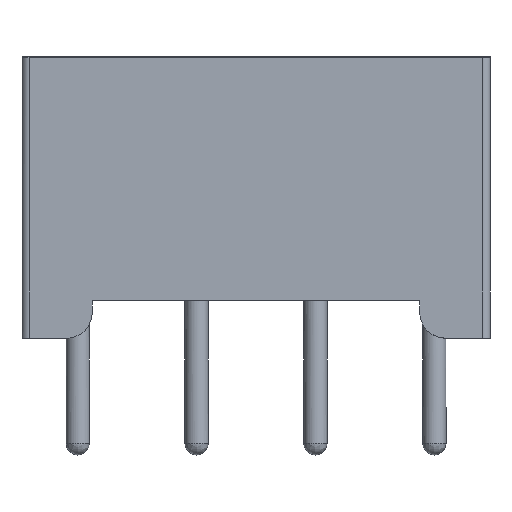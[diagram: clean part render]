
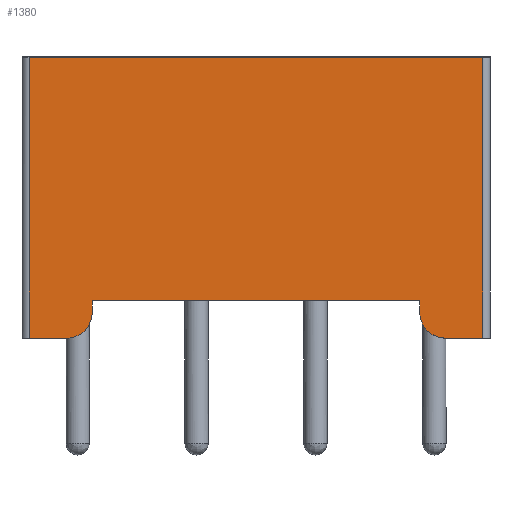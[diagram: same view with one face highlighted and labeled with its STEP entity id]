
A CAD part, left-side view. The second image highlights one B-rep face of the part: STEP entity #1380.
In plain terms, the highlighted free-form (B-spline) face has degree [1, 1] with [2, 2] control points.
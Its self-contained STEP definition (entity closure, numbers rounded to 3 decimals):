
#1324 = VERTEX_POINT('',#1325);
#1325 = CARTESIAN_POINT('',(-4.567,5.21,0.));
#1330 = EDGE_CURVE('',#1331,#1324,#1333,.T.);
#1331 = VERTEX_POINT('',#1332);
#1332 = CARTESIAN_POINT('',(-4.567,6.239,0.));
#1333 = B_SPLINE_CURVE_WITH_KNOTS('',1,(#1334,#1335),.UNSPECIFIED.,.F.,
  .F.,(2,2),(0.15,0.95),.PIECEWISE_BEZIER_KNOTS.);
#1334 = CARTESIAN_POINT('',(-4.567,6.239,0.));
#1335 = CARTESIAN_POINT('',(-4.567,5.21,0.));
#1361 = VERTEX_POINT('',#1362);
#1362 = CARTESIAN_POINT('',(-4.567,4.503,
    0.708));
#1367 = EDGE_CURVE('',#1361,#1324,#1368,.T.);
#1368 = ( BOUNDED_CURVE() B_SPLINE_CURVE(2,(#1369,#1370,#1371),
.UNSPECIFIED.,.F.,.F.) B_SPLINE_CURVE_WITH_KNOTS((3,3),(5.498,
7.069),.PIECEWISE_BEZIER_KNOTS.) CURVE() 
GEOMETRIC_REPRESENTATION_ITEM() RATIONAL_B_SPLINE_CURVE((1.,
0.707,1.)) REPRESENTATION_ITEM('') );
#1369 = CARTESIAN_POINT('',(-4.567,4.503,
    0.708));
#1370 = CARTESIAN_POINT('',(-4.567,4.503,
    0.));
#1371 = CARTESIAN_POINT('',(-4.567,5.21,0.));
#1380 = ADVANCED_FACE('',(#1381),#1440,.T.);
#1381 = FACE_BOUND('',#1382,.T.);
#1382 = EDGE_LOOP('',(#1383,#1384,#1391,#1398,#1405,#1413,#1420,#1427,
    #1434,#1439));
#1383 = ORIENTED_EDGE('',*,*,#1367,.F.);
#1384 = ORIENTED_EDGE('',*,*,#1385,.T.);
#1385 = EDGE_CURVE('',#1361,#1386,#1388,.T.);
#1386 = VERTEX_POINT('',#1387);
#1387 = CARTESIAN_POINT('',(-4.567,4.503,
    1.029));
#1388 = B_SPLINE_CURVE_WITH_KNOTS('',1,(#1389,#1390),.UNSPECIFIED.,.F.,
  .F.,(2,2),(0.55,0.8),.PIECEWISE_BEZIER_KNOTS.);
#1389 = CARTESIAN_POINT('',(-4.567,4.503,
    0.708));
#1390 = CARTESIAN_POINT('',(-4.567,4.503,
    1.029));
#1391 = ORIENTED_EDGE('',*,*,#1392,.F.);
#1392 = EDGE_CURVE('',#1393,#1386,#1395,.T.);
#1393 = VERTEX_POINT('',#1394);
#1394 = CARTESIAN_POINT('',(-4.567,-4.503,
    1.029));
#1395 = B_SPLINE_CURVE_WITH_KNOTS('',1,(#1396,#1397),.UNSPECIFIED.,.F.,
  .F.,(2,2),(-6.,1.),.PIECEWISE_BEZIER_KNOTS.);
#1396 = CARTESIAN_POINT('',(-4.567,-4.503,
    1.029));
#1397 = CARTESIAN_POINT('',(-4.567,4.503,
    1.029));
#1398 = ORIENTED_EDGE('',*,*,#1399,.F.);
#1399 = EDGE_CURVE('',#1400,#1393,#1402,.T.);
#1400 = VERTEX_POINT('',#1401);
#1401 = CARTESIAN_POINT('',(-4.567,-4.503,
    0.708));
#1402 = B_SPLINE_CURVE_WITH_KNOTS('',1,(#1403,#1404),.UNSPECIFIED.,.F.,
  .F.,(2,2),(0.55,0.8),.PIECEWISE_BEZIER_KNOTS.);
#1403 = CARTESIAN_POINT('',(-4.567,-4.503,
    0.708));
#1404 = CARTESIAN_POINT('',(-4.567,-4.503,
    1.029));
#1405 = ORIENTED_EDGE('',*,*,#1406,.F.);
#1406 = EDGE_CURVE('',#1407,#1400,#1409,.T.);
#1407 = VERTEX_POINT('',#1408);
#1408 = CARTESIAN_POINT('',(-4.567,-5.21,0.));
#1409 = ( BOUNDED_CURVE() B_SPLINE_CURVE(2,(#1410,#1411,#1412),
.UNSPECIFIED.,.F.,.F.) B_SPLINE_CURVE_WITH_KNOTS((3,3),(5.498,
7.069),.PIECEWISE_BEZIER_KNOTS.) CURVE() 
GEOMETRIC_REPRESENTATION_ITEM() RATIONAL_B_SPLINE_CURVE((1.,
0.707,1.)) REPRESENTATION_ITEM('') );
#1410 = CARTESIAN_POINT('',(-4.567,-5.21,0.));
#1411 = CARTESIAN_POINT('',(-4.567,-4.503,0.));
#1412 = CARTESIAN_POINT('',(-4.567,-4.503,
    0.708));
#1413 = ORIENTED_EDGE('',*,*,#1414,.F.);
#1414 = EDGE_CURVE('',#1415,#1407,#1417,.T.);
#1415 = VERTEX_POINT('',#1416);
#1416 = CARTESIAN_POINT('',(-4.567,-6.239,0.));
#1417 = B_SPLINE_CURVE_WITH_KNOTS('',1,(#1418,#1419),.UNSPECIFIED.,.F.,
  .F.,(2,2),(0.15,0.95),.PIECEWISE_BEZIER_KNOTS.);
#1418 = CARTESIAN_POINT('',(-4.567,-6.239,0.));
#1419 = CARTESIAN_POINT('',(-4.567,-5.21,0.));
#1420 = ORIENTED_EDGE('',*,*,#1421,.F.);
#1421 = EDGE_CURVE('',#1422,#1415,#1424,.T.);
#1422 = VERTEX_POINT('',#1423);
#1423 = CARTESIAN_POINT('',(-4.567,-6.239,
    7.719));
#1424 = B_SPLINE_CURVE_WITH_KNOTS('',1,(#1425,#1426),.UNSPECIFIED.,.F.,
  .F.,(2,2),(-5.2,0.8),.PIECEWISE_BEZIER_KNOTS.);
#1425 = CARTESIAN_POINT('',(-4.567,-6.239,
    7.719));
#1426 = CARTESIAN_POINT('',(-4.567,-6.239,0.));
#1427 = ORIENTED_EDGE('',*,*,#1428,.F.);
#1428 = EDGE_CURVE('',#1429,#1422,#1431,.T.);
#1429 = VERTEX_POINT('',#1430);
#1430 = CARTESIAN_POINT('',(-4.567,6.239,
    7.719));
#1431 = B_SPLINE_CURVE_WITH_KNOTS('',1,(#1432,#1433),.UNSPECIFIED.,.F.,
  .F.,(2,2),(-2.35,7.35),.PIECEWISE_BEZIER_KNOTS.);
#1432 = CARTESIAN_POINT('',(-4.567,6.239,
    7.719));
#1433 = CARTESIAN_POINT('',(-4.567,-6.239,
    7.719));
#1434 = ORIENTED_EDGE('',*,*,#1435,.F.);
#1435 = EDGE_CURVE('',#1331,#1429,#1436,.T.);
#1436 = B_SPLINE_CURVE_WITH_KNOTS('',1,(#1437,#1438),.UNSPECIFIED.,.F.,
  .F.,(2,2),(-0.8,5.2),.PIECEWISE_BEZIER_KNOTS.);
#1437 = CARTESIAN_POINT('',(-4.567,6.239,0.));
#1438 = CARTESIAN_POINT('',(-4.567,6.239,
    7.719));
#1439 = ORIENTED_EDGE('',*,*,#1330,.T.);
#1440 = B_SPLINE_SURFACE_WITH_KNOTS('',1,1,(
    (#1441,#1442)
    ,(#1443,#1444
    )),.UNSPECIFIED.,.F.,.F.,.F.,(2,2),(2,2),(0.15,9.85),(-0.8,5.2),
  .PIECEWISE_BEZIER_KNOTS.);
#1441 = CARTESIAN_POINT('',(-4.567,6.239,0.));
#1442 = CARTESIAN_POINT('',(-4.567,6.239,
    7.719));
#1443 = CARTESIAN_POINT('',(-4.567,-6.239,0.));
#1444 = CARTESIAN_POINT('',(-4.567,-6.239,
    7.719));
